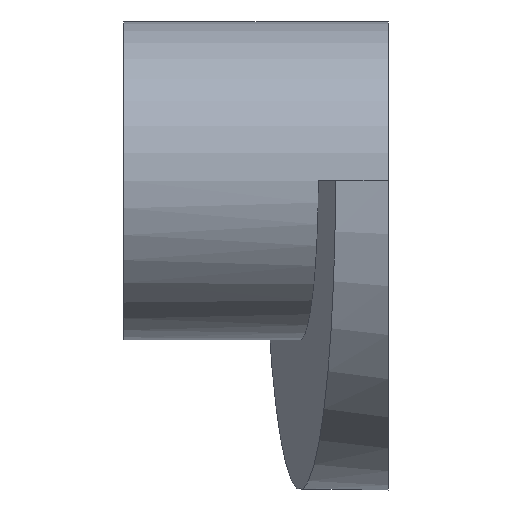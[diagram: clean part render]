
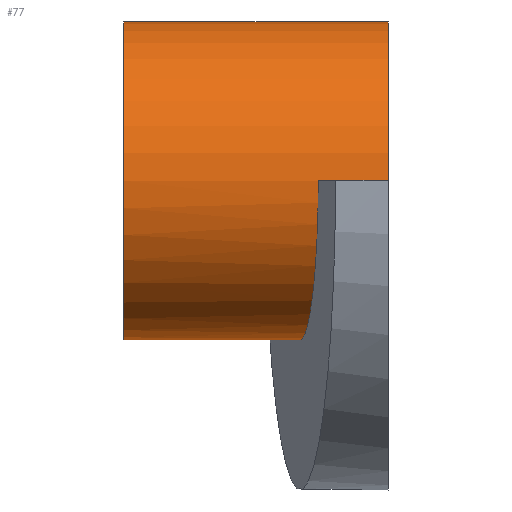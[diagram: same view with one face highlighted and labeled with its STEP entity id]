
A CAD part, top view. The second image highlights one B-rep face of the part: STEP entity #77.
In plain terms, the highlighted cylindrical face has radius 9 mm (diameter 18 mm), a partial arc.
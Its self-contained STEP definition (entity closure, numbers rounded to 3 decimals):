
#77=ADVANCED_FACE('',(#195),#196,.T.);
#79=VERTEX_POINT('',#198);
#81=EDGE_CURVE('',#149,#131,#200,.T.);
#83=VERTEX_POINT('',#202);
#87=EDGE_CURVE('',#79,#131,#208,.T.);
#95=VERTEX_POINT('',#216);
#97=EDGE_CURVE('',#79,#95,#218,.T.);
#125=EDGE_CURVE('',#149,#145,#249,.T.);
#131=VERTEX_POINT('',#258);
#145=VERTEX_POINT('',#273);
#147=EDGE_CURVE('',#83,#145,#275,.T.);
#149=VERTEX_POINT('',#277);
#151=EDGE_CURVE('',#83,#95,#279,.T.);
#195=FACE_OUTER_BOUND('',#317,.T.);
#196=CYLINDRICAL_SURFACE('',#318,9.0);
#198=CARTESIAN_POINT('',(-15.0,9.0,0.0));
#200=CIRCLE('',#323,9.0);
#202=CARTESIAN_POINT('',(-5.,-9.0,0.));
#208=LINE('',#332,#333);
#216=CARTESIAN_POINT('',(-15.0,-9.0,0.));
#218=CIRCLE('',#346,9.0);
#249=LINE('',#390,#391);
#258=CARTESIAN_POINT('',(0.,9.0,0.));
#273=CARTESIAN_POINT('',(-3.971,0.,9.0));
#275=ELLIPSE('',#420,9.059,9.0);
#277=CARTESIAN_POINT('',(0.,0.0,9.0));
#279=LINE('',#425,#426);
#317=EDGE_LOOP('',(#464,#465,#466,#467,#468,#469));
#318=AXIS2_PLACEMENT_3D('',#470,#471,#472);
#323=AXIS2_PLACEMENT_3D('',#473,#474,#475);
#332=CARTESIAN_POINT('',(0.,9.0,0.));
#333=VECTOR('',#484,1.0);
#346=AXIS2_PLACEMENT_3D('',#491,#492,#493);
#390=CARTESIAN_POINT('',(0.,0.0,9.0));
#391=VECTOR('',#528,1.0);
#420=AXIS2_PLACEMENT_3D('',#564,#565,#566);
#425=CARTESIAN_POINT('',(0.,-9.0,0.));
#426=VECTOR('',#567,1.0);
#464=ORIENTED_EDGE('',*,*,#151,.F.);
#465=ORIENTED_EDGE('',*,*,#147,.T.);
#466=ORIENTED_EDGE('',*,*,#125,.F.);
#467=ORIENTED_EDGE('',*,*,#81,.T.);
#468=ORIENTED_EDGE('',*,*,#87,.F.);
#469=ORIENTED_EDGE('',*,*,#97,.T.);
#470=CARTESIAN_POINT('',(0.,0.0,0.0));
#471=DIRECTION('',(1.0,0.,0.));
#472=DIRECTION('',(0.,-1.0,0.0));
#473=CARTESIAN_POINT('',(0.,0.0,0.0));
#474=DIRECTION('',(-1.0,0.,0.));
#475=DIRECTION('',(0.,-1.0,0.0));
#484=DIRECTION('',(1.0,0.,0.));
#491=CARTESIAN_POINT('',(-15.0,0.0,0.0));
#492=DIRECTION('',(1.0,0.,0.));
#493=DIRECTION('',(0.,1.0,0.0));
#528=DIRECTION('',(-1.0,0.,0.));
#564=CARTESIAN_POINT('',(-5.,0.,0.));
#565=DIRECTION('',(-0.994,0.,0.114));
#566=DIRECTION('',(0.114,0.,0.994));
#567=DIRECTION('',(-1.0,0.,0.));
